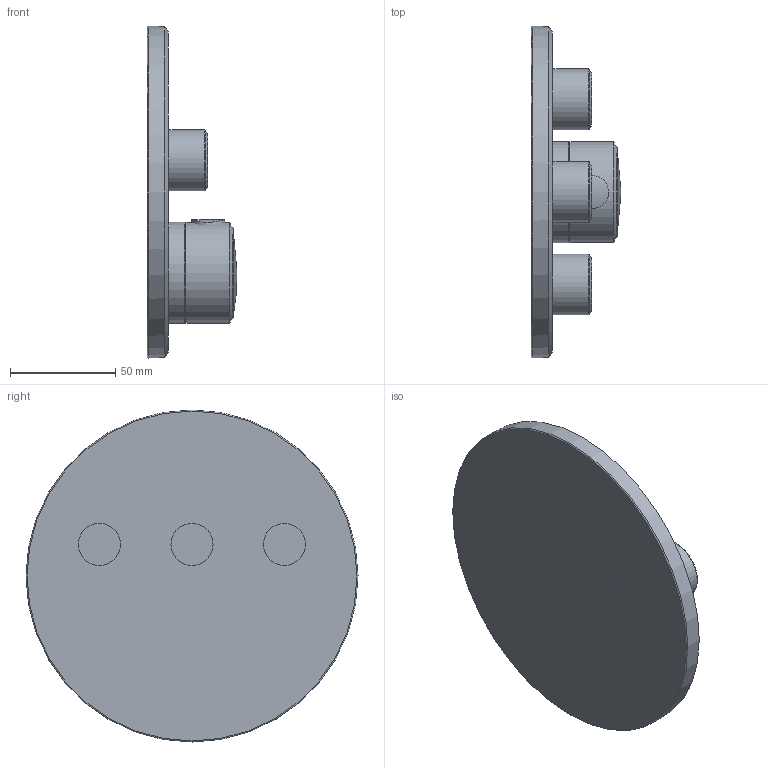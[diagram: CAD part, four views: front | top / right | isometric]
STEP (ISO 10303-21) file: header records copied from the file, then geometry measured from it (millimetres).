
FILE_DESCRIPTION(/* description */ ('Unknown'),/* implementation_level */ '2;1');
FILE_NAME(/* name */ '29121000',/* time_stamp */ '2022-08-29T07:54:42+02:00',/* author */ ('Unknown'),/* organization */ ('GROHE AG'),/* preprocessor_version */ 'ST-DEVELOPER v16.7',/* originating_system */ 'DEX',/* authorisation */ $);
FILE_SCHEMA (('AUTOMOTIVE_DESIGN {1 0 10303 214 3 1 1}'));
Length unit declared in the file: millimetre
Products named in the file (9): 29121000; 29121000_0; 29121000_1; 29121000_2; 160617_SMC_TurningKnob_Housing_facetted_29mm_Lob; 160617_SMC_TurningKnob_Housing_facetted_29mm_Lob_0; 160617_SMC_TurningKnob_Housing_facetted_29mm_Lob_1; 29121000_3
Assembly tree (8 placements, depth 2):
  29121000
    29121000
    29121000_0
    29121000_1
    29121000_2
    160617_SMC_TurningKnob_Housing_facetted_29mm_Lob
    160617_SMC_TurningKnob_Housing_facetted_29mm_Lob_0
    160617_SMC_TurningKnob_Housing_facetted_29mm_Lob_1
    29121000_3
Bounding box: 42.81 x 157.96 x 157.96 mm (x, y, z)
Volume: 312415.2 mm3; surface area: 77656.7 mm2
Topology: 8 solids, 9 shells, 49 faces, 80 edges, 53 vertices
Faces by surface type: plane 21, cylinder 14, cone 9, torus 4, sphere 1
Full cylindrical faces by diameter (mm): 15.6 x1, 20 x3, 29 x3, 42 x1, 42.1 x1, 42.8 x1, 45.2 x1, 48 x1, 48.18 x1
Entity records: 1142 total; most frequent: DIRECTION 194, CARTESIAN_POINT 156, AXIS2_PLACEMENT_3D 97, ORIENTED_EDGE 80, EDGE_LOOP 80, FACE_BOUND 80, ADVANCED_FACE 49, EDGE_CURVE 40
